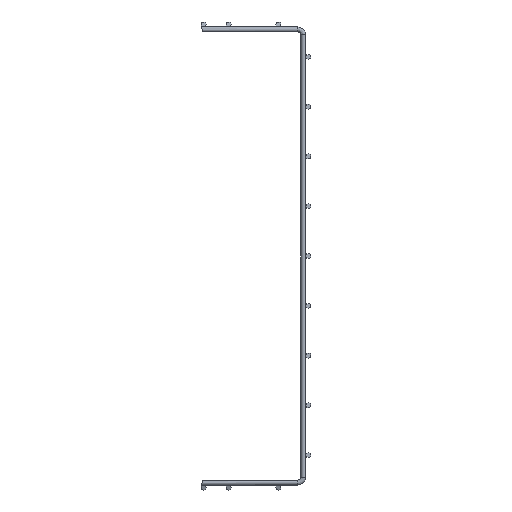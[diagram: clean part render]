
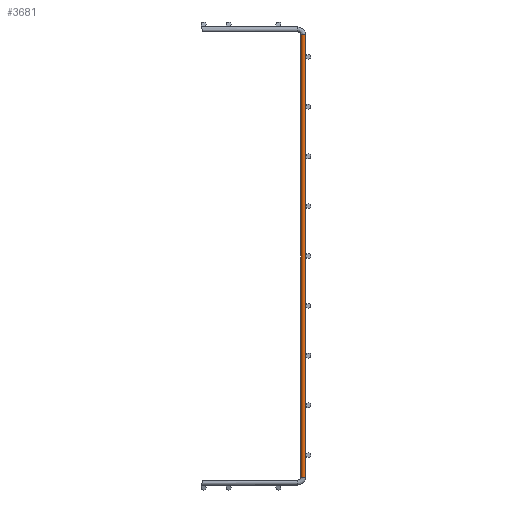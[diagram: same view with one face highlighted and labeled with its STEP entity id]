
A CAD part, left-side view. The second image highlights one B-rep face of the part: STEP entity #3681.
In plain terms, the highlighted cylindrical face has radius 2.5 mm (diameter 5 mm), a partial arc.
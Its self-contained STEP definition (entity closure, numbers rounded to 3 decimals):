
#298 = DIRECTION ( 'NONE',  ( 0., 0., -1. ) ) ;
#351 = DIRECTION ( 'NONE',  ( 0., 0., -1. ) ) ;
#463 = CARTESIAN_POINT ( 'NONE',  ( 0., 0., 222. ) ) ;
#746 = CARTESIAN_POINT ( 'NONE',  ( 0., -5., -222. ) ) ;
#1119 = VECTOR ( 'NONE', #351, 1000. ) ;
#1153 = CIRCLE ( 'NONE', #9766, 2.5 ) ;
#1354 = CYLINDRICAL_SURFACE ( 'NONE', #5070, 2.5 ) ;
#1412 = CIRCLE ( 'NONE', #5183, 2.5 ) ;
#2179 = ORIENTED_EDGE ( 'NONE', *, *, #6955, .T. ) ;
#2194 = FACE_OUTER_BOUND ( 'NONE', #4925, .T. ) ;
#2532 = VECTOR ( 'NONE', #298, 1000. ) ;
#2811 = CARTESIAN_POINT ( 'NONE',  ( 0., 0., -222. ) ) ;
#2862 = VERTEX_POINT ( 'NONE', #4397 ) ;
#3297 = ORIENTED_EDGE ( 'NONE', *, *, #4437, .F. ) ;
#3681 = ADVANCED_FACE ( 'NONE', ( #2194 ), #1354, .T. ) ;
#3918 = DIRECTION ( 'NONE',  ( 0., -1., 0. ) ) ;
#3937 = DIRECTION ( 'NONE',  ( 0., 1., 0. ) ) ;
#4077 = CARTESIAN_POINT ( 'NONE',  ( 0., -2.5, 222. ) ) ;
#4397 = CARTESIAN_POINT ( 'NONE',  ( 0., 0., 222. ) ) ;
#4437 = EDGE_CURVE ( 'NONE', #2862, #5048, #1153, .T. ) ;
#4781 = CARTESIAN_POINT ( 'NONE',  ( 0., -2.5, 222. ) ) ;
#4925 = EDGE_LOOP ( 'NONE', ( #9441, #3297, #5957, #2179 ) ) ;
#5048 = VERTEX_POINT ( 'NONE', #7722 ) ;
#5070 = AXIS2_PLACEMENT_3D ( 'NONE', #4781, #8228, #3937 ) ;
#5183 = AXIS2_PLACEMENT_3D ( 'NONE', #7820, #8999, #3918 ) ;
#5522 = EDGE_CURVE ( 'NONE', #2862, #9895, #7236, .T. ) ;
#5595 = EDGE_CURVE ( 'NONE', #5048, #9197, #9879, .T. ) ;
#5957 = ORIENTED_EDGE ( 'NONE', *, *, #5522, .T. ) ;
#6955 = EDGE_CURVE ( 'NONE', #9895, #9197, #1412, .T. ) ;
#7236 = LINE ( 'NONE', #463, #1119 ) ;
#7338 = DIRECTION ( 'NONE',  ( 0., 0., 1. ) ) ;
#7722 = CARTESIAN_POINT ( 'NONE',  ( 0., -5., 222. ) ) ;
#7820 = CARTESIAN_POINT ( 'NONE',  ( 0., -2.5, -222. ) ) ;
#7986 = CARTESIAN_POINT ( 'NONE',  ( 0., -5., 222. ) ) ;
#8228 = DIRECTION ( 'NONE',  ( 0., 0., -1. ) ) ;
#8999 = DIRECTION ( 'NONE',  ( 0., 0., 1. ) ) ;
#9197 = VERTEX_POINT ( 'NONE', #746 ) ;
#9441 = ORIENTED_EDGE ( 'NONE', *, *, #5595, .F. ) ;
#9766 = AXIS2_PLACEMENT_3D ( 'NONE', #4077, #7338, #9933 ) ;
#9879 = LINE ( 'NONE', #7986, #2532 ) ;
#9895 = VERTEX_POINT ( 'NONE', #2811 ) ;
#9933 = DIRECTION ( 'NONE',  ( 0., -1., 0. ) ) ;
